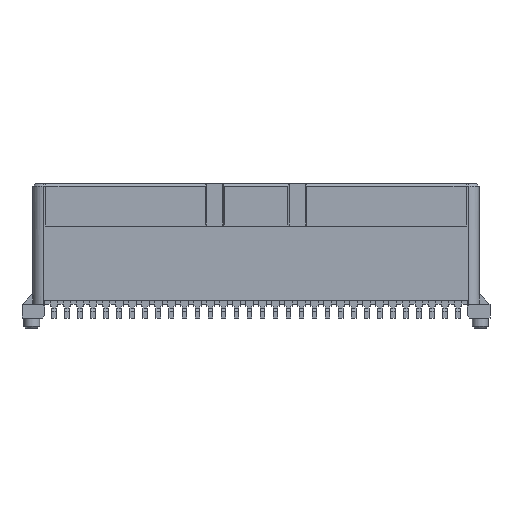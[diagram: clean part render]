
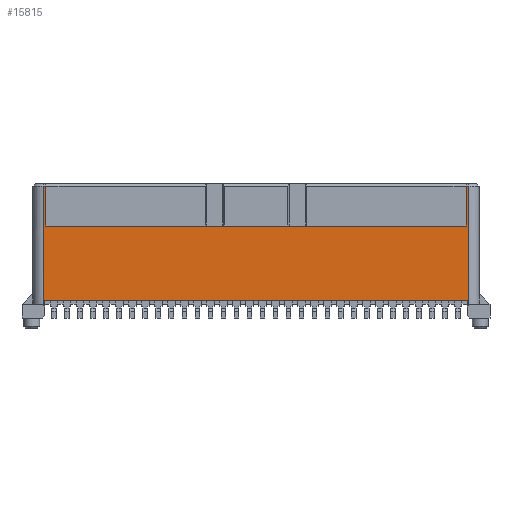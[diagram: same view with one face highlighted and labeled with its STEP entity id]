
A CAD part, front view. The second image highlights one B-rep face of the part: STEP entity #15815.
In plain terms, the highlighted planar face has unit normal (0, -1, 0).
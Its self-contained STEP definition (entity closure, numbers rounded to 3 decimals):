
#11072=CARTESIAN_POINT('',(16.2,-1.53,1.35));
#11073=VERTEX_POINT('',#11072);
#11080=CARTESIAN_POINT('',(-16.2,-1.53,1.35));
#11081=VERTEX_POINT('',#11080);
#11082=CARTESIAN_POINT('',(16.2,-1.53,1.35));
#11083=DIRECTION('',(-1.0,0.0,0.0));
#11084=VECTOR('',#11083,32.4);
#11085=LINE('',#11082,#11084);
#11086=EDGE_CURVE('',#11073,#11081,#11085,.T.);
#15568=CARTESIAN_POINT('',(-16.11,-1.53,7.062));
#15569=VERTEX_POINT('',#15568);
#15576=CARTESIAN_POINT('',(16.11,-1.53,7.062));
#15577=VERTEX_POINT('',#15576);
#15578=CARTESIAN_POINT('',(16.11,-1.53,7.062));
#15579=DIRECTION('',(-1.0,0.0,0.0));
#15580=VECTOR('',#15579,32.22);
#15581=LINE('',#15578,#15580);
#15582=EDGE_CURVE('',#15577,#15569,#15581,.T.);
#15600=CARTESIAN_POINT('',(16.11,-1.53,10.112));
#15601=VERTEX_POINT('',#15600);
#15602=CARTESIAN_POINT('',(16.11,-1.53,10.112));
#15603=DIRECTION('',(0.0,0.0,-1.0));
#15604=VECTOR('',#15603,3.05);
#15605=LINE('',#15602,#15604);
#15606=EDGE_CURVE('',#15601,#15577,#15605,.T.);
#15726=CARTESIAN_POINT('',(-16.11,-1.53,10.112));
#15727=VERTEX_POINT('',#15726);
#15734=CARTESIAN_POINT('',(-16.11,-1.53,10.112));
#15735=DIRECTION('',(0.0,0.0,-1.0));
#15736=VECTOR('',#15735,3.05);
#15737=LINE('',#15734,#15736);
#15738=EDGE_CURVE('',#15727,#15569,#15737,.T.);
#15744=CARTESIAN_POINT('',(17.941,-1.53,10.576));
#15745=DIRECTION('',(0.0,-1.0,0.0));
#15746=DIRECTION('',(1.0,0.0,0.0));
#15747=AXIS2_PLACEMENT_3D('',#15744,#15745,#15746);
#15748=PLANE('',#15747);
#15749=CARTESIAN_POINT('',(16.31,-1.53,0.96));
#15750=VERTEX_POINT('',#15749);
#15751=CARTESIAN_POINT('',(16.2,-1.53,0.85));
#15752=VERTEX_POINT('',#15751);
#15753=CARTESIAN_POINT('',(16.31,-1.53,0.96));
#15754=DIRECTION('',(-0.707,0.,-0.707));
#15755=VECTOR('',#15754,0.156);
#15756=LINE('',#15753,#15755);
#15757=EDGE_CURVE('',#15750,#15752,#15756,.T.);
#15758=ORIENTED_EDGE('',*,*,#15757,.F.);
#15759=CARTESIAN_POINT('',(16.31,-1.53,10.112));
#15760=VERTEX_POINT('',#15759);
#15761=CARTESIAN_POINT('',(16.31,-1.53,0.96));
#15762=DIRECTION('',(0.0,0.0,1.0));
#15763=VECTOR('',#15762,9.152);
#15764=LINE('',#15761,#15763);
#15765=EDGE_CURVE('',#15750,#15760,#15764,.T.);
#15766=ORIENTED_EDGE('',*,*,#15765,.T.);
#15767=CARTESIAN_POINT('',(16.11,-1.53,10.112));
#15768=DIRECTION('',(1.0,0.0,0.0));
#15769=VECTOR('',#15768,0.2);
#15770=LINE('',#15767,#15769);
#15771=EDGE_CURVE('',#15601,#15760,#15770,.T.);
#15772=ORIENTED_EDGE('',*,*,#15771,.F.);
#15773=ORIENTED_EDGE('',*,*,#15606,.T.);
#15774=ORIENTED_EDGE('',*,*,#15582,.T.);
#15775=ORIENTED_EDGE('',*,*,#15738,.F.);
#15776=CARTESIAN_POINT('',(-16.31,-1.53,10.112));
#15777=VERTEX_POINT('',#15776);
#15778=CARTESIAN_POINT('',(-16.31,-1.53,10.112));
#15779=DIRECTION('',(1.0,0.0,0.0));
#15780=VECTOR('',#15779,0.2);
#15781=LINE('',#15778,#15780);
#15782=EDGE_CURVE('',#15777,#15727,#15781,.T.);
#15783=ORIENTED_EDGE('',*,*,#15782,.F.);
#15784=CARTESIAN_POINT('',(-16.31,-1.53,0.96));
#15785=VERTEX_POINT('',#15784);
#15786=CARTESIAN_POINT('',(-16.31,-1.53,0.96));
#15787=DIRECTION('',(0.0,0.0,1.0));
#15788=VECTOR('',#15787,9.152);
#15789=LINE('',#15786,#15788);
#15790=EDGE_CURVE('',#15785,#15777,#15789,.T.);
#15791=ORIENTED_EDGE('',*,*,#15790,.F.);
#15792=CARTESIAN_POINT('',(-16.2,-1.53,0.85));
#15793=VERTEX_POINT('',#15792);
#15794=CARTESIAN_POINT('',(-16.31,-1.53,0.96));
#15795=DIRECTION('',(0.707,0.0,-0.707));
#15796=VECTOR('',#15795,0.156);
#15797=LINE('',#15794,#15796);
#15798=EDGE_CURVE('',#15785,#15793,#15797,.T.);
#15799=ORIENTED_EDGE('',*,*,#15798,.T.);
#15800=CARTESIAN_POINT('',(-16.2,-1.53,0.85));
#15801=DIRECTION('',(0.0,0.0,1.0));
#15802=VECTOR('',#15801,0.5);
#15803=LINE('',#15800,#15802);
#15804=EDGE_CURVE('',#15793,#11081,#15803,.T.);
#15805=ORIENTED_EDGE('',*,*,#15804,.T.);
#15806=ORIENTED_EDGE('',*,*,#11086,.F.);
#15807=CARTESIAN_POINT('',(16.2,-1.53,0.85));
#15808=DIRECTION('',(0.0,0.0,1.0));
#15809=VECTOR('',#15808,0.5);
#15810=LINE('',#15807,#15809);
#15811=EDGE_CURVE('',#15752,#11073,#15810,.T.);
#15812=ORIENTED_EDGE('',*,*,#15811,.F.);
#15813=EDGE_LOOP('',(#15758,#15766,#15772,#15773,#15774,#15775,#15783,#15791,#15799,#15805,#15806,#15812));
#15814=FACE_OUTER_BOUND('',#15813,.T.);
#15815=ADVANCED_FACE('',(#15814),#15748,.T.);
